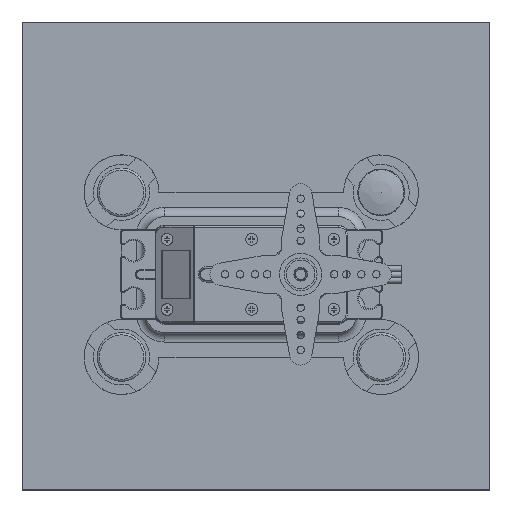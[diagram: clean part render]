
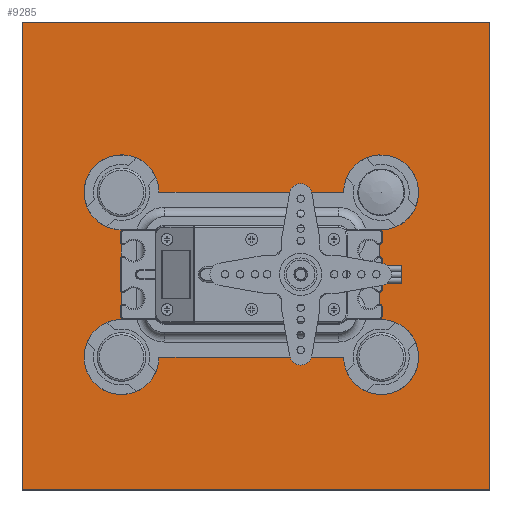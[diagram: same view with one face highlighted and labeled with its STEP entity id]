
A CAD part, top view. The second image highlights one B-rep face of the part: STEP entity #9285.
In plain terms, the highlighted planar face has unit normal (0, 0, 1).
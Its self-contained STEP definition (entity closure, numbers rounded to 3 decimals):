
#8971 = VERTEX_POINT('',#8972);
#8972 = CARTESIAN_POINT('',(54.,-46.,-2.));
#8979 = PLANE('',#8980);
#8980 = AXIS2_PLACEMENT_3D('',#8981,#8982,#8983);
#8981 = CARTESIAN_POINT('',(54.,-46.,-5.));
#8982 = DIRECTION('',(1.,0.,0.));
#8983 = DIRECTION('',(0.,0.,1.));
#8991 = PLANE('',#8992);
#8992 = AXIS2_PLACEMENT_3D('',#8993,#8994,#8995);
#8993 = CARTESIAN_POINT('',(54.,-46.,-5.));
#8994 = DIRECTION('',(0.,1.,0.));
#8995 = DIRECTION('',(0.,0.,1.));
#9032 = VERTEX_POINT('',#9033);
#9033 = CARTESIAN_POINT('',(54.,54.,-2.));
#9047 = PLANE('',#9048);
#9048 = AXIS2_PLACEMENT_3D('',#9049,#9050,#9051);
#9049 = CARTESIAN_POINT('',(54.,54.,-5.));
#9050 = DIRECTION('',(0.,1.,0.));
#9051 = DIRECTION('',(0.,0.,1.));
#9059 = EDGE_CURVE('',#8971,#9032,#9060,.T.);
#9060 = SURFACE_CURVE('',#9061,(#9065,#9072),.PCURVE_S1.);
#9061 = LINE('',#9062,#9063);
#9062 = CARTESIAN_POINT('',(54.,-46.,-2.));
#9063 = VECTOR('',#9064,1.);
#9064 = DIRECTION('',(0.,1.,0.));
#9065 = PCURVE('',#8979,#9066);
#9066 = DEFINITIONAL_REPRESENTATION('',(#9067),#9071);
#9067 = LINE('',#9068,#9069);
#9068 = CARTESIAN_POINT('',(3.,0.));
#9069 = VECTOR('',#9070,1.);
#9070 = DIRECTION('',(0.,-1.));
#9071 = ( GEOMETRIC_REPRESENTATION_CONTEXT(2) 
PARAMETRIC_REPRESENTATION_CONTEXT() REPRESENTATION_CONTEXT('2D SPACE',''
  ) );
#9072 = PCURVE('',#9073,#9078);
#9073 = PLANE('',#9074);
#9074 = AXIS2_PLACEMENT_3D('',#9075,#9076,#9077);
#9075 = CARTESIAN_POINT('',(54.,-46.,-2.));
#9076 = DIRECTION('',(0.,0.,1.));
#9077 = DIRECTION('',(1.,0.,0.));
#9078 = DEFINITIONAL_REPRESENTATION('',(#9079),#9083);
#9079 = LINE('',#9080,#9081);
#9080 = CARTESIAN_POINT('',(0.,0.));
#9081 = VECTOR('',#9082,1.);
#9082 = DIRECTION('',(0.,1.));
#9083 = ( GEOMETRIC_REPRESENTATION_CONTEXT(2) 
PARAMETRIC_REPRESENTATION_CONTEXT() REPRESENTATION_CONTEXT('2D SPACE',''
  ) );
#9091 = VERTEX_POINT('',#9092);
#9092 = CARTESIAN_POINT('',(154.,-46.,-2.));
#9099 = PLANE('',#9100);
#9100 = AXIS2_PLACEMENT_3D('',#9101,#9102,#9103);
#9101 = CARTESIAN_POINT('',(154.,-46.,-5.));
#9102 = DIRECTION('',(1.,0.,0.));
#9103 = DIRECTION('',(0.,0.,1.));
#9142 = VERTEX_POINT('',#9143);
#9143 = CARTESIAN_POINT('',(154.,54.,-2.));
#9164 = EDGE_CURVE('',#9091,#9142,#9165,.T.);
#9165 = SURFACE_CURVE('',#9166,(#9170,#9177),.PCURVE_S1.);
#9166 = LINE('',#9167,#9168);
#9167 = CARTESIAN_POINT('',(154.,-46.,-2.));
#9168 = VECTOR('',#9169,1.);
#9169 = DIRECTION('',(0.,1.,0.));
#9170 = PCURVE('',#9099,#9171);
#9171 = DEFINITIONAL_REPRESENTATION('',(#9172),#9176);
#9172 = LINE('',#9173,#9174);
#9173 = CARTESIAN_POINT('',(3.,0.));
#9174 = VECTOR('',#9175,1.);
#9175 = DIRECTION('',(0.,-1.));
#9176 = ( GEOMETRIC_REPRESENTATION_CONTEXT(2) 
PARAMETRIC_REPRESENTATION_CONTEXT() REPRESENTATION_CONTEXT('2D SPACE',''
  ) );
#9177 = PCURVE('',#9073,#9178);
#9178 = DEFINITIONAL_REPRESENTATION('',(#9179),#9183);
#9179 = LINE('',#9180,#9181);
#9180 = CARTESIAN_POINT('',(100.,0.));
#9181 = VECTOR('',#9182,1.);
#9182 = DIRECTION('',(0.,1.));
#9183 = ( GEOMETRIC_REPRESENTATION_CONTEXT(2) 
PARAMETRIC_REPRESENTATION_CONTEXT() REPRESENTATION_CONTEXT('2D SPACE',''
  ) );
#9210 = EDGE_CURVE('',#8971,#9091,#9211,.T.);
#9211 = SURFACE_CURVE('',#9212,(#9216,#9223),.PCURVE_S1.);
#9212 = LINE('',#9213,#9214);
#9213 = CARTESIAN_POINT('',(54.,-46.,-2.));
#9214 = VECTOR('',#9215,1.);
#9215 = DIRECTION('',(1.,0.,0.));
#9216 = PCURVE('',#8991,#9217);
#9217 = DEFINITIONAL_REPRESENTATION('',(#9218),#9222);
#9218 = LINE('',#9219,#9220);
#9219 = CARTESIAN_POINT('',(3.,0.));
#9220 = VECTOR('',#9221,1.);
#9221 = DIRECTION('',(0.,1.));
#9222 = ( GEOMETRIC_REPRESENTATION_CONTEXT(2) 
PARAMETRIC_REPRESENTATION_CONTEXT() REPRESENTATION_CONTEXT('2D SPACE',''
  ) );
#9223 = PCURVE('',#9073,#9224);
#9224 = DEFINITIONAL_REPRESENTATION('',(#9225),#9229);
#9225 = LINE('',#9226,#9227);
#9226 = CARTESIAN_POINT('',(0.,0.));
#9227 = VECTOR('',#9228,1.);
#9228 = DIRECTION('',(1.,0.));
#9229 = ( GEOMETRIC_REPRESENTATION_CONTEXT(2) 
PARAMETRIC_REPRESENTATION_CONTEXT() REPRESENTATION_CONTEXT('2D SPACE',''
  ) );
#9257 = EDGE_CURVE('',#9032,#9142,#9258,.T.);
#9258 = SURFACE_CURVE('',#9259,(#9263,#9270),.PCURVE_S1.);
#9259 = LINE('',#9260,#9261);
#9260 = CARTESIAN_POINT('',(54.,54.,-2.));
#9261 = VECTOR('',#9262,1.);
#9262 = DIRECTION('',(1.,0.,0.));
#9263 = PCURVE('',#9047,#9264);
#9264 = DEFINITIONAL_REPRESENTATION('',(#9265),#9269);
#9265 = LINE('',#9266,#9267);
#9266 = CARTESIAN_POINT('',(3.,0.));
#9267 = VECTOR('',#9268,1.);
#9268 = DIRECTION('',(0.,1.));
#9269 = ( GEOMETRIC_REPRESENTATION_CONTEXT(2) 
PARAMETRIC_REPRESENTATION_CONTEXT() REPRESENTATION_CONTEXT('2D SPACE',''
  ) );
#9270 = PCURVE('',#9073,#9271);
#9271 = DEFINITIONAL_REPRESENTATION('',(#9272),#9276);
#9272 = LINE('',#9273,#9274);
#9273 = CARTESIAN_POINT('',(0.,100.));
#9274 = VECTOR('',#9275,1.);
#9275 = DIRECTION('',(1.,0.));
#9276 = ( GEOMETRIC_REPRESENTATION_CONTEXT(2) 
PARAMETRIC_REPRESENTATION_CONTEXT() REPRESENTATION_CONTEXT('2D SPACE',''
  ) );
#9285 = ADVANCED_FACE('',(#9286),#9073,.T.);
#9286 = FACE_BOUND('',#9287,.T.);
#9287 = EDGE_LOOP('',(#9288,#9289,#9290,#9291));
#9288 = ORIENTED_EDGE('',*,*,#9059,.F.);
#9289 = ORIENTED_EDGE('',*,*,#9210,.T.);
#9290 = ORIENTED_EDGE('',*,*,#9164,.T.);
#9291 = ORIENTED_EDGE('',*,*,#9257,.F.);
